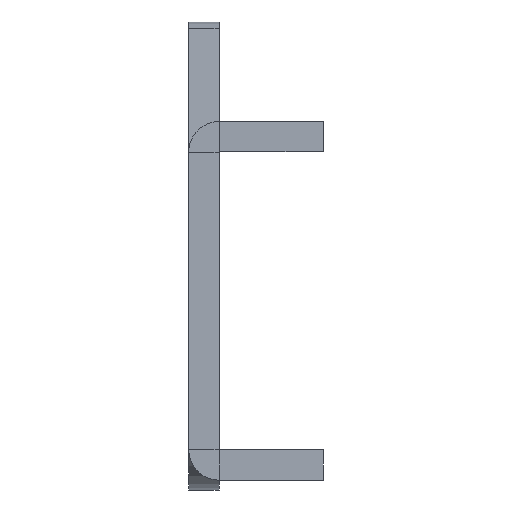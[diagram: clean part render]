
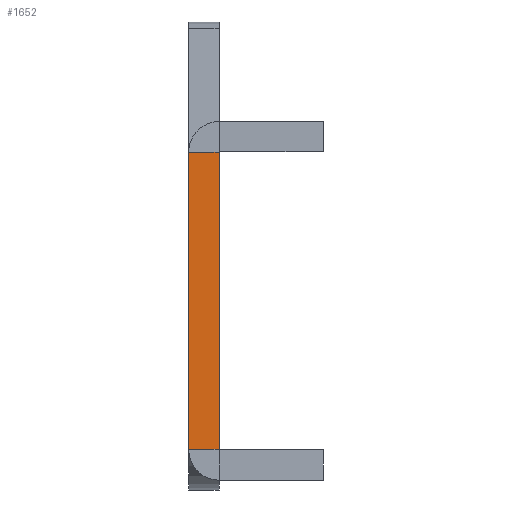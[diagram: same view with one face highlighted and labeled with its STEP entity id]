
A CAD part, front view. The second image highlights one B-rep face of the part: STEP entity #1652.
In plain terms, the highlighted planar face has unit normal (0, -1, 0).
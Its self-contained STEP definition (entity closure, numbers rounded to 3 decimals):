
#43 = ORIENTED_EDGE ( 'NONE', *, *, #1310, .F. ) ;
#103 = VERTEX_POINT ( 'NONE', #1241 ) ;
#126 = FACE_OUTER_BOUND ( 'NONE', #618, .T. ) ;
#179 = LINE ( 'NONE', #1662, #1366 ) ;
#181 = EDGE_CURVE ( 'NONE', #1146, #1239, #179, .T. ) ;
#214 = DIRECTION ( 'NONE',  ( 1., 0., 0. ) ) ;
#219 = AXIS2_PLACEMENT_3D ( 'NONE', #655, #917, #1054 ) ;
#350 = VERTEX_POINT ( 'NONE', #398 ) ;
#398 = CARTESIAN_POINT ( 'NONE',  ( 0., -10.5, 6.8 ) ) ;
#488 = ORIENTED_EDGE ( 'NONE', *, *, #1642, .F. ) ;
#495 = CARTESIAN_POINT ( 'NONE',  ( -0.9, -10.5, 6.8 ) ) ;
#529 = VECTOR ( 'NONE', #214, 1000. ) ;
#542 = CARTESIAN_POINT ( 'NONE',  ( 0., -10.5, 10.6 ) ) ;
#618 = EDGE_LOOP ( 'NONE', ( #43, #488, #1587, #711 ) ) ;
#655 = CARTESIAN_POINT ( 'NONE',  ( -0.9, -10.5, 10.6 ) ) ;
#711 = ORIENTED_EDGE ( 'NONE', *, *, #181, .T. ) ;
#741 = DIRECTION ( 'NONE',  ( 0., 0., -1. ) ) ;
#774 = VECTOR ( 'NONE', #780, 1000. ) ;
#780 = DIRECTION ( 'NONE',  ( 0., 0., -1. ) ) ;
#838 = DIRECTION ( 'NONE',  ( -1., 0., 0. ) ) ;
#917 = DIRECTION ( 'NONE',  ( 0., -1., 0. ) ) ;
#1054 = DIRECTION ( 'NONE',  ( 0., 0., -1. ) ) ;
#1146 = VERTEX_POINT ( 'NONE', #1565 ) ;
#1169 = VECTOR ( 'NONE', #838, 1000. ) ;
#1239 = VERTEX_POINT ( 'NONE', #1574 ) ;
#1241 = CARTESIAN_POINT ( 'NONE',  ( 0., -10.5, -2. ) ) ;
#1310 = EDGE_CURVE ( 'NONE', #103, #1239, #1637, .T. ) ;
#1323 = PLANE ( 'NONE',  #219 ) ;
#1366 = VECTOR ( 'NONE', #741, 1000. ) ;
#1529 = EDGE_CURVE ( 'NONE', #1146, #350, #1682, .T. ) ;
#1565 = CARTESIAN_POINT ( 'NONE',  ( -0.9, -10.5, 6.8 ) ) ;
#1574 = CARTESIAN_POINT ( 'NONE',  ( -0.9, -10.5, -2. ) ) ;
#1587 = ORIENTED_EDGE ( 'NONE', *, *, #1529, .F. ) ;
#1629 = CARTESIAN_POINT ( 'NONE',  ( -0.9, -10.5, -2. ) ) ;
#1637 = LINE ( 'NONE', #1629, #1169 ) ;
#1642 = EDGE_CURVE ( 'NONE', #350, #103, #1718, .T. ) ;
#1652 = ADVANCED_FACE ( 'NONE', ( #126 ), #1323, .T. ) ;
#1662 = CARTESIAN_POINT ( 'NONE',  ( -0.9, -10.5, 10.6 ) ) ;
#1682 = LINE ( 'NONE', #495, #529 ) ;
#1718 = LINE ( 'NONE', #542, #774 ) ;
